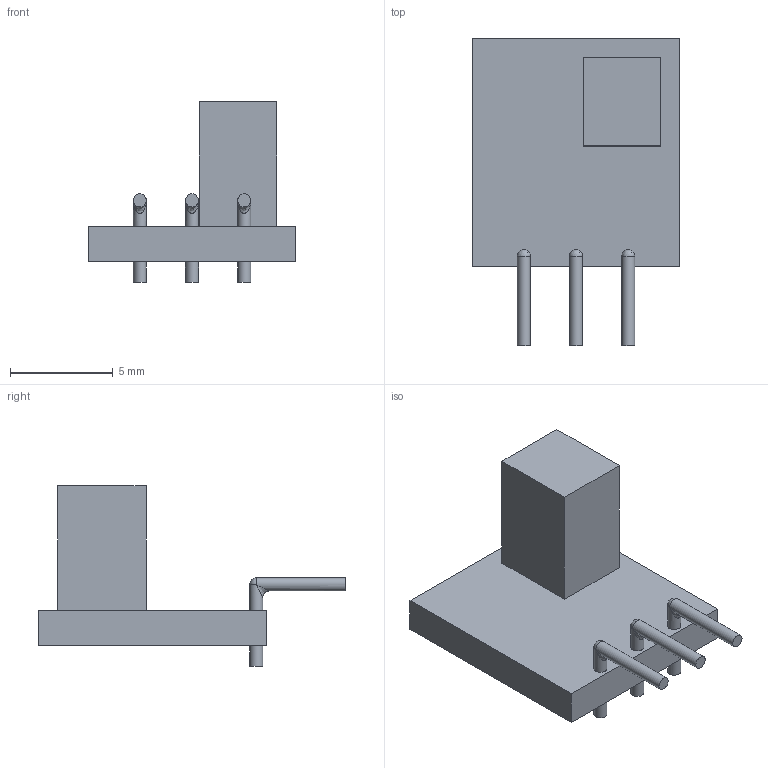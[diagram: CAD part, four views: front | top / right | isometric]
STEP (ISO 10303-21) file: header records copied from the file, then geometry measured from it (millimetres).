
FILE_DESCRIPTION(/* description */ (''),/* implementation_level */ '2;1');
FILE_NAME(/* name */ 'TPSM84205.stp',/* time_stamp */ '2018-10-11T19:05:36-04:00',/* author */ ('James'),/* organization */ (''),/* preprocessor_version */ 'ST-DEVELOPER v17',/* originating_system */ 'Autodesk Inventor 2019',/* authorisation */ '');
FILE_SCHEMA (('AUTOMOTIVE_DESIGN { 1 0 10303 214 3 1 1 }'));
Length unit declared in the file: inch
Products named in the file (1): TPSM84205
Bounding box: 10.1 x 14.95 x 8.8 mm (x, y, z)
Volume: 298.3 mm3; surface area: 434.9 mm2
Topology: 1 solids, 1 shells, 32 faces, 72 edges, 40 vertices
Faces by surface type: plane 17, cylinder 9, sphere 3, bspline 3
Full cylindrical faces by diameter (mm): 0.635 x9
Entity records: 973 total; most frequent: CARTESIAN_POINT 248, DIRECTION 153, ORIENTED_EDGE 126, EDGE_CURVE 63, AXIS2_PLACEMENT_3D 60, VERTEX_POINT 40, EDGE_LOOP 39, LINE 33
